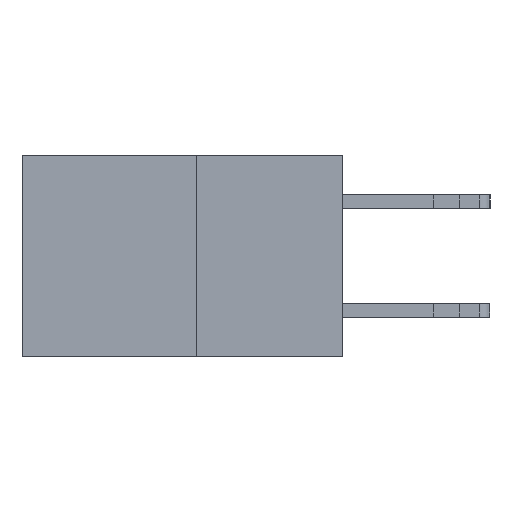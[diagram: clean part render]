
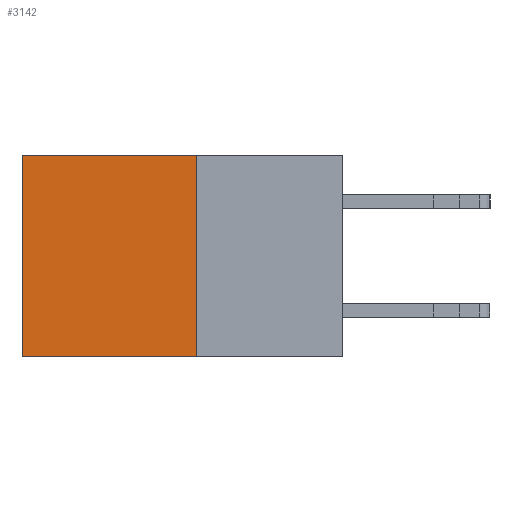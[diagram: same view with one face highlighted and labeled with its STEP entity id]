
A CAD part, left-side view. The second image highlights one B-rep face of the part: STEP entity #3142.
In plain terms, the highlighted planar face has unit normal (-1, 0, 0).
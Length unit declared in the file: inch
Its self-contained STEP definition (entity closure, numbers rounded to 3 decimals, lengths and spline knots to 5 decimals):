
#1448 = DIRECTION ( 'NONE',  ( 0., 1., 0. ) ) ;
#2356 = LINE ( 'NONE', #3077, #25969 ) ;
#3077 = CARTESIAN_POINT ( 'NONE',  ( 0.277, 0.27, -0.37 ) ) ;
#3142 = ADVANCED_FACE ( 'NONE', ( #27857 ), #19899, .F. ) ;
#4170 = LINE ( 'NONE', #10382, #27763 ) ;
#6937 = CARTESIAN_POINT ( 'NONE',  ( 0.277, 0.27, 0. ) ) ;
#7745 = DIRECTION ( 'NONE',  ( 0., 0., -1. ) ) ;
#10382 = CARTESIAN_POINT ( 'NONE',  ( 0.277, 0.59, -0.37 ) ) ;
#12473 = LINE ( 'NONE', #28796, #22550 ) ;
#12699 = DIRECTION ( 'NONE',  ( 0., 0., -1. ) ) ;
#12808 = CARTESIAN_POINT ( 'NONE',  ( 0.277, 0.59, 0. ) ) ;
#12821 = EDGE_CURVE ( 'NONE', #20130, #19055, #12473, .T. ) ;
#13366 = VERTEX_POINT ( 'NONE', #12808 ) ;
#13466 = EDGE_LOOP ( 'NONE', ( #27792, #22548, #19027, #25530 ) ) ;
#14967 = AXIS2_PLACEMENT_3D ( 'NONE', #24044, #23013, #16846 ) ;
#16190 = VERTEX_POINT ( 'NONE', #16648 ) ;
#16648 = CARTESIAN_POINT ( 'NONE',  ( 0.277, 0.27, 0. ) ) ;
#16846 = DIRECTION ( 'NONE',  ( 0., 0., -1. ) ) ;
#19027 = ORIENTED_EDGE ( 'NONE', *, *, #26638, .F. ) ;
#19055 = VERTEX_POINT ( 'NONE', #23303 ) ;
#19673 = VECTOR ( 'NONE', #22963, 39.37008 ) ;
#19899 = PLANE ( 'NONE',  #14967 ) ;
#20130 = VERTEX_POINT ( 'NONE', #22464 ) ;
#22464 = CARTESIAN_POINT ( 'NONE',  ( 0.277, 0.27, -0.37 ) ) ;
#22548 = ORIENTED_EDGE ( 'NONE', *, *, #12821, .F. ) ;
#22550 = VECTOR ( 'NONE', #1448, 39.37008 ) ;
#22963 = DIRECTION ( 'NONE',  ( 0., 1., 0. ) ) ;
#22993 = EDGE_CURVE ( 'NONE', #13366, #19055, #4170, .T. ) ;
#23013 = DIRECTION ( 'NONE',  ( 1., 0., 0. ) ) ;
#23303 = CARTESIAN_POINT ( 'NONE',  ( 0.277, 0.59, -0.37 ) ) ;
#24044 = CARTESIAN_POINT ( 'NONE',  ( 0.277, 0.27, -0.37 ) ) ;
#25098 = EDGE_CURVE ( 'NONE', #16190, #13366, #25715, .T. ) ;
#25530 = ORIENTED_EDGE ( 'NONE', *, *, #25098, .T. ) ;
#25715 = LINE ( 'NONE', #6937, #19673 ) ;
#25969 = VECTOR ( 'NONE', #7745, 39.37008 ) ;
#26638 = EDGE_CURVE ( 'NONE', #16190, #20130, #2356, .T. ) ;
#27763 = VECTOR ( 'NONE', #12699, 39.37008 ) ;
#27792 = ORIENTED_EDGE ( 'NONE', *, *, #22993, .T. ) ;
#27857 = FACE_OUTER_BOUND ( 'NONE', #13466, .T. ) ;
#28796 = CARTESIAN_POINT ( 'NONE',  ( 0.277, 0.27, -0.37 ) ) ;
